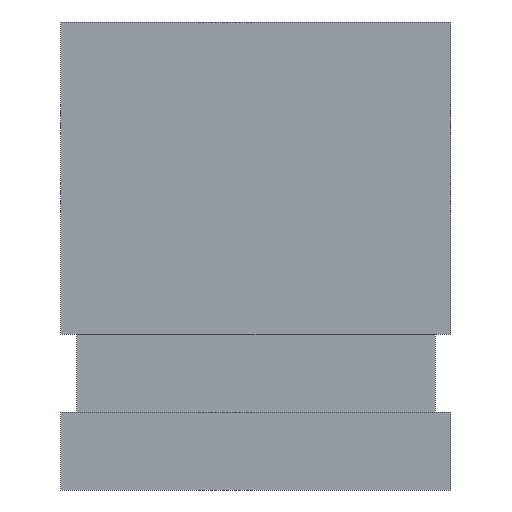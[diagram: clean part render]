
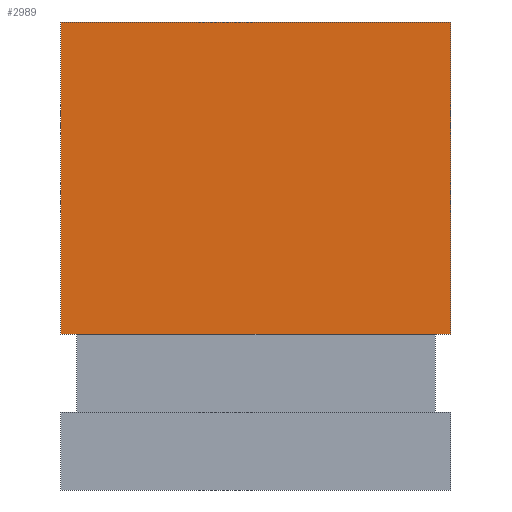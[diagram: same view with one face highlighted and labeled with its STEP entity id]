
A CAD part, front view. The second image highlights one B-rep face of the part: STEP entity #2989.
In plain terms, the highlighted planar face has unit normal (0, -1, 0).
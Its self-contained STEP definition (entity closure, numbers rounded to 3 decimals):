
#183=FACE_OUTER_BOUND('',#375,.T.);
#375=EDGE_LOOP('',(#1988,#1989,#1990,#1991));
#554=LINE('',#4473,#901);
#562=LINE('',#4490,#909);
#574=LINE('',#4514,#921);
#587=LINE('',#4540,#934);
#901=VECTOR('',#3545,2.);
#909=VECTOR('',#3557,2.5);
#921=VECTOR('',#3573,2.);
#934=VECTOR('',#3604,2.5);
#1248=VERTEX_POINT('',#4470);
#1249=VERTEX_POINT('',#4472);
#1255=VERTEX_POINT('',#4487);
#1266=VERTEX_POINT('',#4512);
#1482=EDGE_CURVE('',#1249,#1248,#554,.T.);
#1490=EDGE_CURVE('',#1248,#1255,#562,.T.);
#1502=EDGE_CURVE('',#1266,#1255,#574,.T.);
#1515=EDGE_CURVE('',#1249,#1266,#587,.T.);
#1988=ORIENTED_EDGE('',*,*,#1482,.T.);
#1989=ORIENTED_EDGE('',*,*,#1490,.T.);
#1990=ORIENTED_EDGE('',*,*,#1502,.F.);
#1991=ORIENTED_EDGE('',*,*,#1515,.F.);
#2835=PLANE('',#3261);
#2989=ADVANCED_FACE('',(#183),#2835,.T.);
#3261=AXIS2_PLACEMENT_3D('',#4539,#3602,#3603);
#3545=DIRECTION('',(0.,0.,-1.));
#3557=DIRECTION('',(1.,0.,0.));
#3573=DIRECTION('',(0.,0.,-1.));
#3602=DIRECTION('center_axis',(0.,-1.,0.));
#3603=DIRECTION('ref_axis',(0.,0.,-1.));
#3604=DIRECTION('',(1.,0.,0.));
#4470=CARTESIAN_POINT('',(0.,-0.75,-0.5));
#4472=CARTESIAN_POINT('',(0.,-0.75,1.5));
#4473=CARTESIAN_POINT('',(0.,-0.75,1.5));
#4487=CARTESIAN_POINT('',(2.5,-0.75,-0.5));
#4490=CARTESIAN_POINT('',(0.,-0.75,-0.5));
#4512=CARTESIAN_POINT('',(2.5,-0.75,1.5));
#4514=CARTESIAN_POINT('',(2.5,-0.75,1.5));
#4539=CARTESIAN_POINT('Origin',(0.,-0.75,1.5));
#4540=CARTESIAN_POINT('',(0.,-0.75,1.5));
